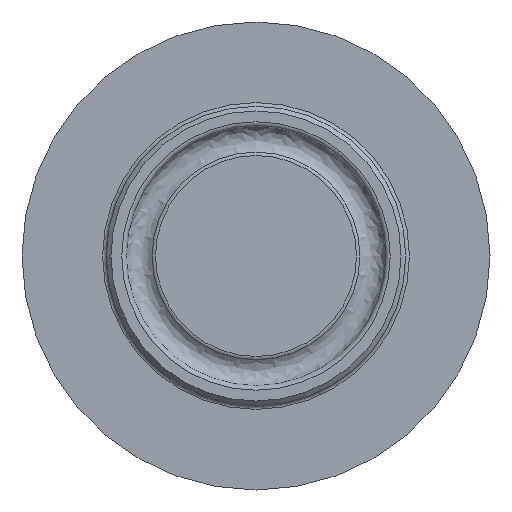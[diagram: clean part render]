
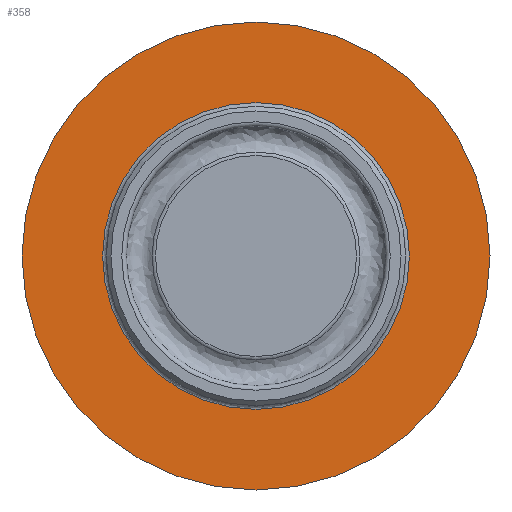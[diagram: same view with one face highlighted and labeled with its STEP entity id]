
A CAD part, left-side view. The second image highlights one B-rep face of the part: STEP entity #358.
In plain terms, the highlighted planar face has unit normal (-1, 0, 0).
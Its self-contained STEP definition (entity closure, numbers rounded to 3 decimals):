
#324=CARTESIAN_POINT('',(1.8,16.55,0.0));
#325=VERTEX_POINT('',#324);
#326=CARTESIAN_POINT('',(1.8,0.0,0.0));
#327=DIRECTION('',(1.0,0.0,0.0));
#328=DIRECTION('',(0.0,1.0,0.0));
#329=AXIS2_PLACEMENT_3D('',#326,#327,#328);
#330=CIRCLE('',#329,16.55);
#331=EDGE_CURVE('',#325,#325,#330,.T.);
#339=CARTESIAN_POINT('',(1.8,20.9,0.0));
#340=DIRECTION('',(-1.0,0.0,0.0));
#341=DIRECTION('',(0.0,0.0,1.0));
#342=AXIS2_PLACEMENT_3D('',#339,#340,#341);
#343=PLANE('',#342);
#344=CARTESIAN_POINT('',(1.8,25.25,0.0));
#345=VERTEX_POINT('',#344);
#346=CARTESIAN_POINT('',(1.8,0.0,0.0));
#347=DIRECTION('',(1.0,0.0,0.0));
#348=DIRECTION('',(0.0,1.0,0.0));
#349=AXIS2_PLACEMENT_3D('',#346,#347,#348);
#350=CIRCLE('',#349,25.25);
#351=EDGE_CURVE('',#345,#345,#350,.T.);
#352=ORIENTED_EDGE('',*,*,#351,.F.);
#353=EDGE_LOOP('',(#352));
#354=FACE_OUTER_BOUND('',#353,.T.);
#355=ORIENTED_EDGE('',*,*,#331,.T.);
#356=EDGE_LOOP('',(#355));
#357=FACE_BOUND('',#356,.T.);
#358=ADVANCED_FACE('',(#354,#357),#343,.T.);
